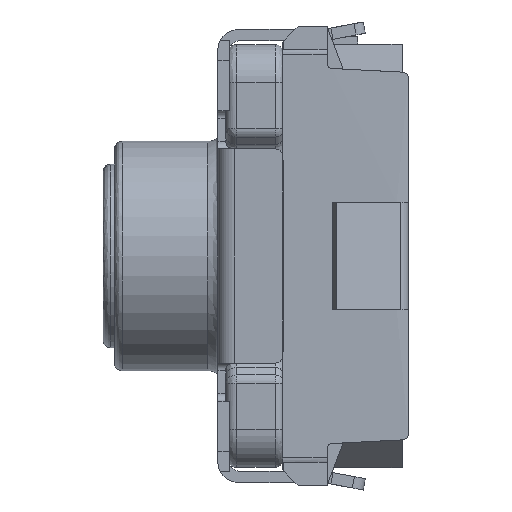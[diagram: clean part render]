
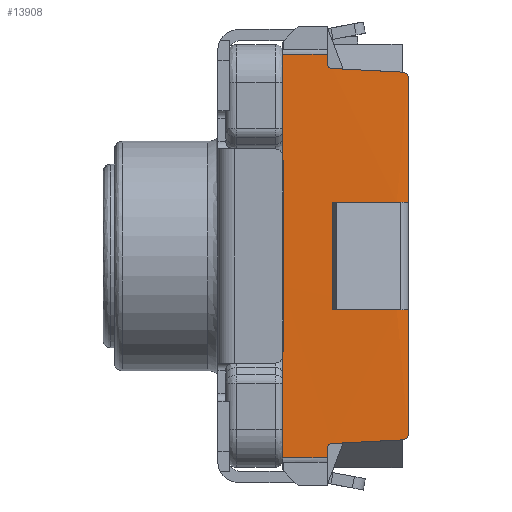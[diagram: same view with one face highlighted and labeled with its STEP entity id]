
A CAD part, left-side view. The second image highlights one B-rep face of the part: STEP entity #13908.
In plain terms, the highlighted planar face has unit normal (-1, 0, 0).
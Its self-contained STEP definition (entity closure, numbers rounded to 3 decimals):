
#18 = DIRECTION ( 'NONE',  ( 0., 0., 1. ) ) ;
#36 = CARTESIAN_POINT ( 'NONE',  ( -3., 0.01, 2.334 ) ) ;
#111 = ORIENTED_EDGE ( 'NONE', *, *, #1025, .F. ) ;
#150 = CARTESIAN_POINT ( 'NONE',  ( -3., 1.65, 2.79 ) ) ;
#342 = DIRECTION ( 'NONE',  ( 0., -1., 0. ) ) ;
#480 = LINE ( 'NONE', #18181, #18785 ) ;
#586 = CARTESIAN_POINT ( 'NONE',  ( -3., 1.07, 2.522 ) ) ;
#613 = VECTOR ( 'NONE', #1755, 1000. ) ;
#618 = VERTEX_POINT ( 'NONE', #14021 ) ;
#986 = VECTOR ( 'NONE', #5625, 1000. ) ;
#1025 = EDGE_CURVE ( 'NONE', #2627, #6112, #4869, .T. ) ;
#1049 = CARTESIAN_POINT ( 'NONE',  ( -3.012, 0.159, -0.7 ) ) ;
#1196 = VERTEX_POINT ( 'NONE', #586 ) ;
#1498 = EDGE_CURVE ( 'NONE', #1196, #6112, #13829, .T. ) ;
#1526 = VECTOR ( 'NONE', #8637, 1000. ) ;
#1755 = DIRECTION ( 'NONE',  ( 0., 1., 0. ) ) ;
#2053 = ORIENTED_EDGE ( 'NONE', *, *, #12445, .F. ) ;
#2276 = DIRECTION ( 'NONE',  ( 1., 0., 0. ) ) ;
#2283 = DIRECTION ( 'NONE',  ( 0., 0., 1. ) ) ;
#2296 = LINE ( 'NONE', #36, #8897 ) ;
#2347 = VERTEX_POINT ( 'NONE', #14319 ) ;
#2561 = AXIS2_PLACEMENT_3D ( 'NONE', #17009, #7898, #5612 ) ;
#2589 = CARTESIAN_POINT ( 'NONE',  ( -3., 1.07, 2.64 ) ) ;
#2627 = VERTEX_POINT ( 'NONE', #8961 ) ;
#2892 = CARTESIAN_POINT ( 'NONE',  ( -3., 0.076, 2.403 ) ) ;
#2902 = ORIENTED_EDGE ( 'NONE', *, *, #9900, .F. ) ;
#3390 = DIRECTION ( 'NONE',  ( 0., 0., -1. ) ) ;
#3600 = DIRECTION ( 'NONE',  ( 0., -1., 0. ) ) ;
#3642 = DIRECTION ( 'NONE',  ( 0., 0.999, -0.052 ) ) ;
#3670 = ORIENTED_EDGE ( 'NONE', *, *, #5969, .F. ) ;
#3940 = EDGE_CURVE ( 'NONE', #20327, #21717, #2296, .T. ) ;
#4012 = CARTESIAN_POINT ( 'NONE',  ( -3., 0.01, 0.7 ) ) ;
#4061 = VECTOR ( 'NONE', #17253, 1000. ) ;
#4143 = ORIENTED_EDGE ( 'NONE', *, *, #19067, .F. ) ;
#4348 = VERTEX_POINT ( 'NONE', #20015 ) ;
#4383 = ORIENTED_EDGE ( 'NONE', *, *, #5242, .F. ) ;
#4553 = CARTESIAN_POINT ( 'NONE',  ( -3., 1.64, 2.64 ) ) ;
#4869 = LINE ( 'NONE', #2589, #7033 ) ;
#5229 = ORIENTED_EDGE ( 'NONE', *, *, #7751, .T. ) ;
#5242 = EDGE_CURVE ( 'NONE', #6464, #21773, #15983, .T. ) ;
#5419 = VECTOR ( 'NONE', #3642, 1000. ) ;
#5612 = DIRECTION ( 'NONE',  ( 0., 0., 1. ) ) ;
#5625 = DIRECTION ( 'NONE',  ( 0., 0., -1. ) ) ;
#5681 = DIRECTION ( 'NONE',  ( 1., 0., 0. ) ) ;
#5889 = CARTESIAN_POINT ( 'NONE',  ( -3., 0.01, -0.7 ) ) ;
#5932 = CARTESIAN_POINT ( 'NONE',  ( -3., 0.076, -2.403 ) ) ;
#5969 = EDGE_CURVE ( 'NONE', #6769, #20444, #10217, .T. ) ;
#6103 = EDGE_CURVE ( 'NONE', #17879, #8529, #12576, .T. ) ;
#6112 = VERTEX_POINT ( 'NONE', #19583 ) ;
#6152 = VECTOR ( 'NONE', #20126, 1000. ) ;
#6321 = CIRCLE ( 'NONE', #17988, 0.07 ) ;
#6464 = VERTEX_POINT ( 'NONE', #9245 ) ;
#6615 = CARTESIAN_POINT ( 'NONE',  ( -3., 0.076, -2.403 ) ) ;
#6686 = CARTESIAN_POINT ( 'NONE',  ( -3., 1.65, -2.64 ) ) ;
#6769 = VERTEX_POINT ( 'NONE', #18859 ) ;
#7033 = VECTOR ( 'NONE', #342, 1000. ) ;
#7045 = ORIENTED_EDGE ( 'NONE', *, *, #20435, .F. ) ;
#7733 = VERTEX_POINT ( 'NONE', #2892 ) ;
#7751 = EDGE_CURVE ( 'NONE', #19785, #8529, #21815, .T. ) ;
#7820 = CARTESIAN_POINT ( 'NONE',  ( -3., 1.07, -2.522 ) ) ;
#7898 = DIRECTION ( 'NONE',  ( 1., 0., 0. ) ) ;
#7909 = CARTESIAN_POINT ( 'NONE',  ( -3., 0.16, -0.7 ) ) ;
#7973 = CARTESIAN_POINT ( 'NONE',  ( -3., 0.01, 2.64 ) ) ;
#8182 = LINE ( 'NONE', #5889, #11060 ) ;
#8227 = LINE ( 'NONE', #5932, #5419 ) ;
#8383 = CARTESIAN_POINT ( 'NONE',  ( -3., 1.004, -2.452 ) ) ;
#8492 = ORIENTED_EDGE ( 'NONE', *, *, #9099, .F. ) ;
#8529 = VERTEX_POINT ( 'NONE', #7820 ) ;
#8599 = LINE ( 'NONE', #4012, #613 ) ;
#8637 = DIRECTION ( 'NONE',  ( 0., 0., -1. ) ) ;
#8897 = VECTOR ( 'NONE', #20011, 1000. ) ;
#8961 = CARTESIAN_POINT ( 'NONE',  ( -3., 1.65, 2.64 ) ) ;
#9099 = EDGE_CURVE ( 'NONE', #12026, #17879, #8227, .T. ) ;
#9245 = CARTESIAN_POINT ( 'NONE',  ( -3., 1.645, -0.4 ) ) ;
#9281 = LINE ( 'NONE', #150, #6152 ) ;
#9300 = DIRECTION ( 'NONE',  ( 0., 0., 1. ) ) ;
#9674 = CARTESIAN_POINT ( 'NONE',  ( -3., 1.645, 0.4 ) ) ;
#9900 = EDGE_CURVE ( 'NONE', #20444, #2347, #8182, .T. ) ;
#10014 = VERTEX_POINT ( 'NONE', #6686 ) ;
#10217 = LINE ( 'NONE', #7909, #986 ) ;
#10237 = VECTOR ( 'NONE', #9300, 1000. ) ;
#10249 = CARTESIAN_POINT ( 'NONE',  ( -3., 1.07, -2.64 ) ) ;
#10360 = EDGE_CURVE ( 'NONE', #2627, #21773, #9281, .T. ) ;
#10932 = CARTESIAN_POINT ( 'NONE',  ( -3., 1.65, 2.79 ) ) ;
#11003 = DIRECTION ( 'NONE',  ( 0., 0., 1. ) ) ;
#11060 = VECTOR ( 'NONE', #3600, 1000. ) ;
#11533 = EDGE_LOOP ( 'NONE', ( #16891, #7045, #4143, #13373, #13735, #111, #12317, #4383, #16603, #13058, #5229, #20467, #8492, #18333, #12031, #2902, #3670, #2053 ) ) ;
#11575 = CARTESIAN_POINT ( 'NONE',  ( -3., 1.07, 2.522 ) ) ;
#12026 = VERTEX_POINT ( 'NONE', #6615 ) ;
#12031 = ORIENTED_EDGE ( 'NONE', *, *, #19009, .F. ) ;
#12317 = ORIENTED_EDGE ( 'NONE', *, *, #10360, .T. ) ;
#12445 = EDGE_CURVE ( 'NONE', #21717, #6769, #8599, .T. ) ;
#12560 = PLANE ( 'NONE',  #19051 ) ;
#12576 = CIRCLE ( 'NONE', #13256, 0.07 ) ;
#13058 = ORIENTED_EDGE ( 'NONE', *, *, #21942, .F. ) ;
#13198 = LINE ( 'NONE', #10932, #1526 ) ;
#13256 = AXIS2_PLACEMENT_3D ( 'NONE', #17834, #13274, #11003 ) ;
#13274 = DIRECTION ( 'NONE',  ( -1., 0., 0. ) ) ;
#13373 = ORIENTED_EDGE ( 'NONE', *, *, #21917, .F. ) ;
#13735 = ORIENTED_EDGE ( 'NONE', *, *, #1498, .T. ) ;
#13829 = LINE ( 'NONE', #11575, #10237 ) ;
#13908 = ADVANCED_FACE ( 'NONE', ( #19630 ), #12560, .F. ) ;
#14021 = CARTESIAN_POINT ( 'NONE',  ( -3., 0.01, -2.334 ) ) ;
#14067 = LINE ( 'NONE', #20356, #20267 ) ;
#14075 = CARTESIAN_POINT ( 'NONE',  ( -3., 0.01, 2.334 ) ) ;
#14182 = VECTOR ( 'NONE', #16970, 1000. ) ;
#14319 = CARTESIAN_POINT ( 'NONE',  ( -3., 0.01, -0.7 ) ) ;
#14657 = CIRCLE ( 'NONE', #16645, 0.07 ) ;
#15908 = DIRECTION ( 'NONE',  ( 0., -0.999, -0.052 ) ) ;
#15983 = LINE ( 'NONE', #4553, #18930 ) ;
#16340 = DIRECTION ( 'NONE',  ( 0., 0., 1. ) ) ;
#16603 = ORIENTED_EDGE ( 'NONE', *, *, #18056, .T. ) ;
#16645 = AXIS2_PLACEMENT_3D ( 'NONE', #20511, #2276, #18 ) ;
#16891 = ORIENTED_EDGE ( 'NONE', *, *, #3940, .F. ) ;
#16970 = DIRECTION ( 'NONE',  ( 0., 0., -1. ) ) ;
#17009 = CARTESIAN_POINT ( 'NONE',  ( -3., 0.08, 2.334 ) ) ;
#17253 = DIRECTION ( 'NONE',  ( 0., 0., 1. ) ) ;
#17834 = CARTESIAN_POINT ( 'NONE',  ( -3., 1., -2.522 ) ) ;
#17879 = VERTEX_POINT ( 'NONE', #8383 ) ;
#17988 = AXIS2_PLACEMENT_3D ( 'NONE', #20897, #18635, #16340 ) ;
#18056 = EDGE_CURVE ( 'NONE', #6464, #10014, #13198, .T. ) ;
#18094 = DIRECTION ( 'NONE',  ( 0., 1., 0. ) ) ;
#18181 = CARTESIAN_POINT ( 'NONE',  ( -3., 1.004, 2.452 ) ) ;
#18333 = ORIENTED_EDGE ( 'NONE', *, *, #20140, .F. ) ;
#18635 = DIRECTION ( 'NONE',  ( -1., 0., 0. ) ) ;
#18658 = CARTESIAN_POINT ( 'NONE',  ( -3., 0.009, 0.7 ) ) ;
#18785 = VECTOR ( 'NONE', #15908, 1000. ) ;
#18859 = CARTESIAN_POINT ( 'NONE',  ( -3.012, 0.159, 0.7 ) ) ;
#18930 = VECTOR ( 'NONE', #2283, 1000. ) ;
#19009 = EDGE_CURVE ( 'NONE', #2347, #618, #21524, .T. ) ;
#19051 = AXIS2_PLACEMENT_3D ( 'NONE', #7973, #5681, #3390 ) ;
#19067 = EDGE_CURVE ( 'NONE', #4348, #7733, #480, .T. ) ;
#19270 = CARTESIAN_POINT ( 'NONE',  ( -3., 0.01, 2.334 ) ) ;
#19554 = CARTESIAN_POINT ( 'NONE',  ( -3., 1.07, -3. ) ) ;
#19583 = CARTESIAN_POINT ( 'NONE',  ( -3., 1.07, 2.64 ) ) ;
#19630 = FACE_OUTER_BOUND ( 'NONE', #11533, .T. ) ;
#19785 = VERTEX_POINT ( 'NONE', #10249 ) ;
#20011 = DIRECTION ( 'NONE',  ( 0., 0., -1. ) ) ;
#20015 = CARTESIAN_POINT ( 'NONE',  ( -3., 1.004, 2.452 ) ) ;
#20126 = DIRECTION ( 'NONE',  ( 0., 0., -1. ) ) ;
#20140 = EDGE_CURVE ( 'NONE', #618, #12026, #14657, .T. ) ;
#20267 = VECTOR ( 'NONE', #18094, 1000. ) ;
#20327 = VERTEX_POINT ( 'NONE', #14075 ) ;
#20356 = CARTESIAN_POINT ( 'NONE',  ( -3., 1.07, -2.64 ) ) ;
#20435 = EDGE_CURVE ( 'NONE', #7733, #20327, #21558, .T. ) ;
#20444 = VERTEX_POINT ( 'NONE', #1049 ) ;
#20467 = ORIENTED_EDGE ( 'NONE', *, *, #6103, .F. ) ;
#20511 = CARTESIAN_POINT ( 'NONE',  ( -3., 0.08, -2.334 ) ) ;
#20897 = CARTESIAN_POINT ( 'NONE',  ( -3., 1., 2.522 ) ) ;
#21524 = LINE ( 'NONE', #19270, #14182 ) ;
#21558 = CIRCLE ( 'NONE', #2561, 0.07 ) ;
#21717 = VERTEX_POINT ( 'NONE', #18658 ) ;
#21773 = VERTEX_POINT ( 'NONE', #9674 ) ;
#21815 = LINE ( 'NONE', #19554, #4061 ) ;
#21917 = EDGE_CURVE ( 'NONE', #1196, #4348, #6321, .T. ) ;
#21942 = EDGE_CURVE ( 'NONE', #19785, #10014, #14067, .T. ) ;
